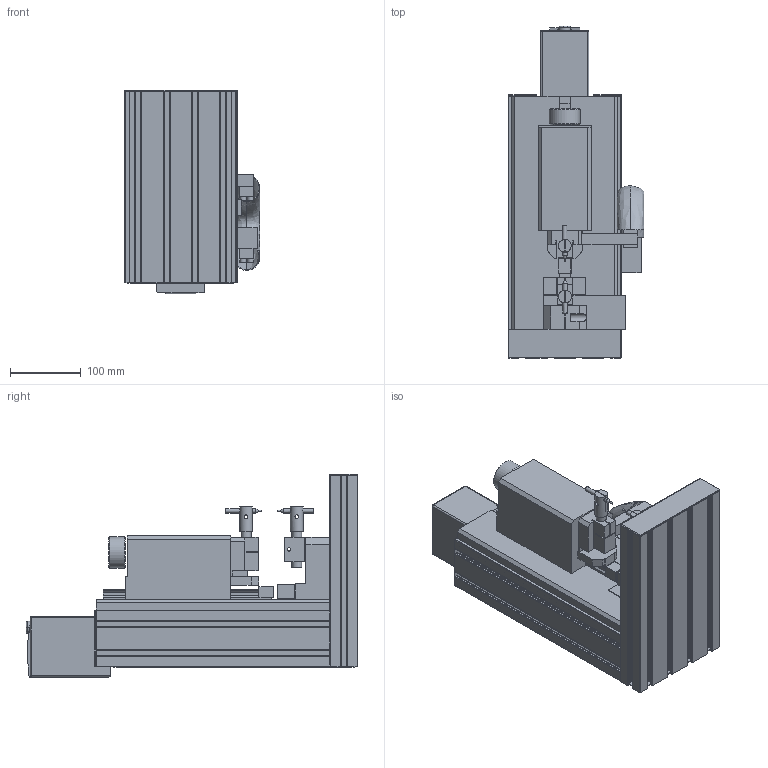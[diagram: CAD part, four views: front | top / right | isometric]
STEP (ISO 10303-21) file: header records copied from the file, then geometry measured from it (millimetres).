
FILE_DESCRIPTION (( 'STEP AP214' ), '1' );
FILE_NAME ('73 Assembly.STEP', '2015-07-01T18:24:46', ( 'user' ), ( '' ), 'SwSTEP 2.0', 'SolidWorks 2012', '' );
FILE_SCHEMA (( 'AUTOMOTIVE_DESIGN' ));
Length unit declared in the file: millimetre
Products named in the file (8): Holder; ES0850 Electrode; Lower Block; Lower Adapter; Item_Profile X 8 160x40 light; Body; 73 Assembly; Back Plate
Assembly tree (9 placements, depth 2):
  73 Assembly
    Body
    Item_Profile X 8 160x40 light
    Lower Adapter
    Lower Block
    ES0850 Electrode  x2
    Holder  x2
    Back Plate
Bounding box: 191.75 x 469 x 287.5 mm (x, y, z)
Volume: 348944.2 mm3; surface area: 1327725.7 mm2
Topology: 7 solids, 17 shells, 1090 faces, 3272 edges, 2198 vertices
Faces by surface type: plane 594, cylinder 474, bspline 14, sphere 4, torus 2, cone 2
Full cylindrical faces by diameter (mm): 2.37 x2, 4.85 x2, 5 x4, 5.14 x4, 6.3 x2, 6.8 x8, 8.75 x4, 14 x2, 14.25 x1, 16 x1, 18 x2, 20 x1, 44.24 x1
Entity records: 51852 total; most frequent: CARTESIAN_POINT 12058, DIRECTION 6231, ORIENTED_EDGE 5312, EDGE_CURVE 3164, VERTEX_POINT 2146, LINE 2145, VECTOR 2145, AXIS2_PLACEMENT_3D 2043
